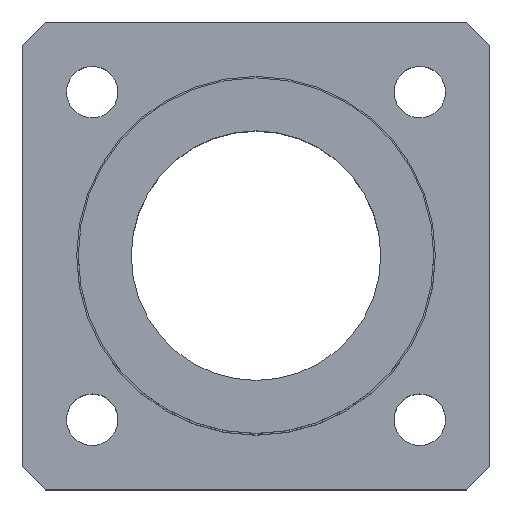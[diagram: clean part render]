
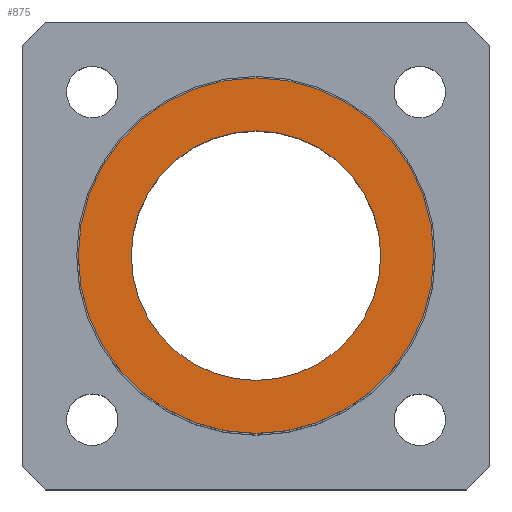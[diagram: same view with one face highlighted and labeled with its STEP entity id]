
A CAD part, top view. The second image highlights one B-rep face of the part: STEP entity #875.
In plain terms, the highlighted planar face has unit normal (0, 0, 1).
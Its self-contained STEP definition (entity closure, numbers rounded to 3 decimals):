
#16 = EDGE_CURVE ( 'NONE', #331, #318, #361, .T. ) ;
#45 = ORIENTED_EDGE ( 'NONE', *, *, #16, .F. ) ;
#72 = CARTESIAN_POINT ( 'NONE',  ( 0., 0., 15. ) ) ;
#100 = VERTEX_POINT ( 'NONE', #494 ) ;
#147 = CIRCLE ( 'NONE', #855, 22.8 ) ;
#166 = CARTESIAN_POINT ( 'NONE',  ( -16., 0., 15. ) ) ;
#168 = FACE_OUTER_BOUND ( 'NONE', #179, .T. ) ;
#169 = CARTESIAN_POINT ( 'NONE',  ( 16., 0., 15. ) ) ;
#179 = EDGE_LOOP ( 'NONE', ( #551, #920 ) ) ;
#197 = CARTESIAN_POINT ( 'NONE',  ( 0., 0., 15. ) ) ;
#228 = AXIS2_PLACEMENT_3D ( 'NONE', #72, #634, #643 ) ;
#234 = EDGE_CURVE ( 'NONE', #100, #774, #147, .T. ) ;
#260 = CARTESIAN_POINT ( 'NONE',  ( 22.8, 0., 15. ) ) ;
#283 = CIRCLE ( 'NONE', #815, 22.8 ) ;
#318 = VERTEX_POINT ( 'NONE', #166 ) ;
#331 = VERTEX_POINT ( 'NONE', #169 ) ;
#361 = CIRCLE ( 'NONE', #228, 16. ) ;
#369 = CARTESIAN_POINT ( 'NONE',  ( 0., 0., 15. ) ) ;
#395 = PLANE ( 'NONE',  #656 ) ;
#448 = DIRECTION ( 'NONE',  ( 0., 0., 1. ) ) ;
#480 = DIRECTION ( 'NONE',  ( 0., 0., 1. ) ) ;
#494 = CARTESIAN_POINT ( 'NONE',  ( -22.8, 0., 15. ) ) ;
#514 = DIRECTION ( 'NONE',  ( 1., 0., 0. ) ) ;
#523 = CARTESIAN_POINT ( 'NONE',  ( 0., 0., 15. ) ) ;
#536 = DIRECTION ( 'NONE',  ( 0., 0., 1. ) ) ;
#551 = ORIENTED_EDGE ( 'NONE', *, *, #822, .T. ) ;
#609 = EDGE_LOOP ( 'NONE', ( #45, #923 ) ) ;
#634 = DIRECTION ( 'NONE',  ( 0., 0., 1. ) ) ;
#643 = DIRECTION ( 'NONE',  ( 1., 0., 0. ) ) ;
#656 = AXIS2_PLACEMENT_3D ( 'NONE', #523, #448, #820 ) ;
#735 = DIRECTION ( 'NONE',  ( 0., 0., 1. ) ) ;
#748 = CIRCLE ( 'NONE', #786, 16. ) ;
#755 = FACE_BOUND ( 'NONE', #609, .T. ) ;
#770 = CARTESIAN_POINT ( 'NONE',  ( 0., 0., 15. ) ) ;
#774 = VERTEX_POINT ( 'NONE', #260 ) ;
#777 = DIRECTION ( 'NONE',  ( 1., 0., 0. ) ) ;
#786 = AXIS2_PLACEMENT_3D ( 'NONE', #770, #536, #826 ) ;
#815 = AXIS2_PLACEMENT_3D ( 'NONE', #197, #480, #777 ) ;
#820 = DIRECTION ( 'NONE',  ( 1., 0., 0. ) ) ;
#822 = EDGE_CURVE ( 'NONE', #774, #100, #283, .T. ) ;
#826 = DIRECTION ( 'NONE',  ( 1., 0., 0. ) ) ;
#855 = AXIS2_PLACEMENT_3D ( 'NONE', #369, #735, #514 ) ;
#875 = ADVANCED_FACE ( 'NONE', ( #755, #168 ), #395, .T. ) ;
#920 = ORIENTED_EDGE ( 'NONE', *, *, #234, .T. ) ;
#923 = ORIENTED_EDGE ( 'NONE', *, *, #935, .F. ) ;
#935 = EDGE_CURVE ( 'NONE', #318, #331, #748, .T. ) ;
